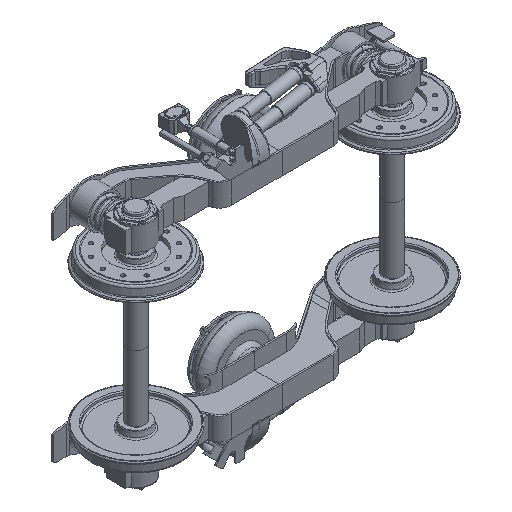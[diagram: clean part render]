
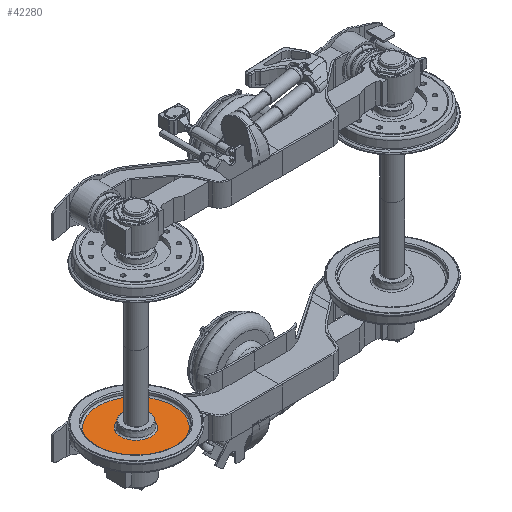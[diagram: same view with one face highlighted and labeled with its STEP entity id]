
A CAD part, isometric view. The second image highlights one B-rep face of the part: STEP entity #42280.
In plain terms, the highlighted face is planar.
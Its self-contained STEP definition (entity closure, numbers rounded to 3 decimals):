
#42172=CARTESIAN_POINT('Axis2P3D Location',(3200.038,448.47,740.)) ;
#42176=CARTESIAN_POINT('Vertex',(3337.231,523.42,740.)) ;
#42178=CARTESIAN_POINT('Vertex',(3062.844,373.521,740.)) ;
#42203=CARTESIAN_POINT('Axis2P3D Location',(3200.038,448.47,740.)) ;
#42253=CARTESIAN_POINT('Axis2P3D Location',(3583.142,448.47,740.)) ;
#42258=CARTESIAN_POINT('Axis2P3D Location',(3200.038,448.47,740.)) ;
#42262=CARTESIAN_POINT('Vertex',(3536.243,632.14,740.)) ;
#42264=CARTESIAN_POINT('Vertex',(2863.832,264.8,740.)) ;
#42267=CARTESIAN_POINT('Axis2P3D Location',(3200.038,448.47,740.)) ;
#42173=DIRECTION('Axis2P3D Direction',(0.,-0.,1.)) ;
#42204=DIRECTION('Axis2P3D Direction',(0.,-0.,1.)) ;
#42254=DIRECTION('Axis2P3D Direction',(0.,0.,1.)) ;
#42255=DIRECTION('Axis2P3D XDirection',(1.,0.,0.)) ;
#42259=DIRECTION('Axis2P3D Direction',(0.,0.,1.)) ;
#42268=DIRECTION('Axis2P3D Direction',(0.,0.,1.)) ;
#42174=AXIS2_PLACEMENT_3D('Circle Axis2P3D',#42172,#42173,$) ;
#42205=AXIS2_PLACEMENT_3D('Circle Axis2P3D',#42203,#42204,$) ;
#42256=AXIS2_PLACEMENT_3D('Plane Axis2P3D',#42253,#42254,#42255) ;
#42260=AXIS2_PLACEMENT_3D('Circle Axis2P3D',#42258,#42259,$) ;
#42269=AXIS2_PLACEMENT_3D('Circle Axis2P3D',#42267,#42268,$) ;
#42273=ORIENTED_EDGE('',*,*,#42266,.F.) ;
#42274=ORIENTED_EDGE('',*,*,#42271,.F.) ;
#42277=ORIENTED_EDGE('',*,*,#42207,.T.) ;
#42278=ORIENTED_EDGE('',*,*,#42180,.T.) ;
#42279=FACE_BOUND('',#42276,.T.) ;
#42280=ADVANCED_FACE('\X2\04220435043B043E\X0\ \X2\0434043504420430043B0438\X0\ ( OAEI AAOAEE - wsp *MASTER -  )',(#42275,#42279),#42257,.F.) ;
#42175=CIRCLE('generated circle',#42174,156.332) ;
#42206=CIRCLE('generated circle',#42205,156.332) ;
#42261=CIRCLE('generated circle',#42260,383.104) ;
#42270=CIRCLE('generated circle',#42269,383.104) ;
#42180=EDGE_CURVE('',#42177,#42179,#42175,.T.) ;
#42207=EDGE_CURVE('',#42179,#42177,#42206,.T.) ;
#42266=EDGE_CURVE('',#42263,#42265,#42261,.T.) ;
#42271=EDGE_CURVE('',#42265,#42263,#42270,.T.) ;
#42272=EDGE_LOOP('',(#42273,#42274)) ;
#42276=EDGE_LOOP('',(#42277,#42278)) ;
#42275=FACE_OUTER_BOUND('',#42272,.T.) ;
#42257=PLANE('',#42256) ;
#42177=VERTEX_POINT('',#42176) ;
#42179=VERTEX_POINT('',#42178) ;
#42263=VERTEX_POINT('',#42262) ;
#42265=VERTEX_POINT('',#42264) ;
